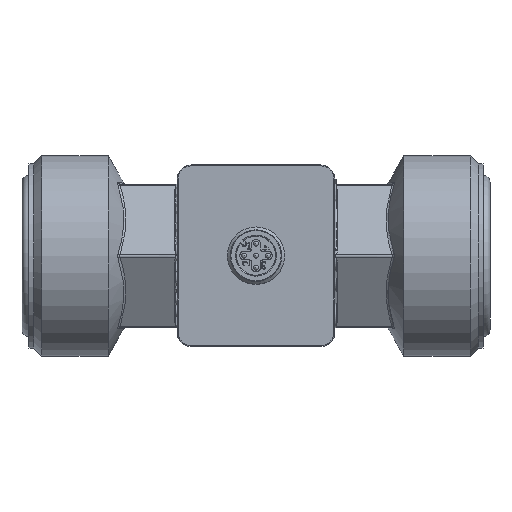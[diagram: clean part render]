
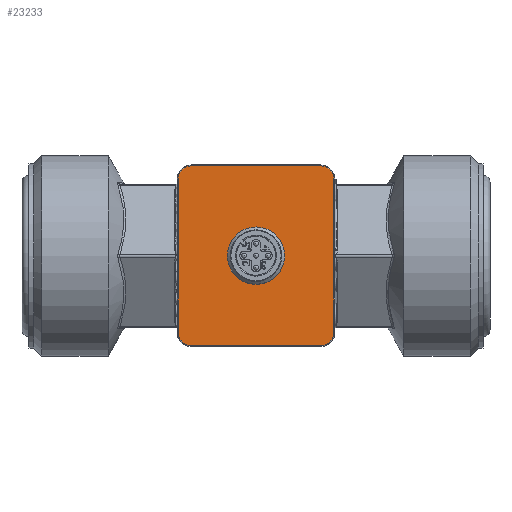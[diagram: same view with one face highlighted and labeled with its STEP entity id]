
A CAD part, top view. The second image highlights one B-rep face of the part: STEP entity #23233.
In plain terms, the highlighted planar face has unit normal (0, 0, 1).
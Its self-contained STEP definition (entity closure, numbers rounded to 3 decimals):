
#1299=FACE_BOUND('',#8487,.T.);
#2412=LINE('',#35924,#4586);
#2414=LINE('',#35941,#4588);
#2415=LINE('',#35945,#4589);
#2417=LINE('',#35960,#4591);
#4586=VECTOR('',#27714,10.);
#4588=VECTOR('',#27738,10.);
#4589=VECTOR('',#27743,10.);
#4591=VECTOR('',#27763,10.);
#6214=PLANE('',#24641);
#7098=FACE_OUTER_BOUND('',#8486,.T.);
#8486=EDGE_LOOP('',(#18390,#18391,#18392,#18393,#18394,#18395,#18396,#18397));
#8487=EDGE_LOOP('',(#18398));
#9520=CIRCLE('',#24618,2.8);
#9524=CIRCLE('',#24623,2.8);
#9528=CIRCLE('',#24630,2.8);
#9532=CIRCLE('',#24635,2.8);
#9533=CIRCLE('',#24642,6.);
#10844=VERTEX_POINT('',#35921);
#10845=VERTEX_POINT('',#35923);
#10847=VERTEX_POINT('',#35929);
#10848=VERTEX_POINT('',#35934);
#10849=VERTEX_POINT('',#35939);
#10850=VERTEX_POINT('',#35943);
#10852=VERTEX_POINT('',#35948);
#10853=VERTEX_POINT('',#35953);
#10855=VERTEX_POINT('',#35969);
#13567=EDGE_CURVE('',#10844,#10845,#2412,.T.);
#13571=EDGE_CURVE('',#10847,#10844,#9520,.T.);
#13575=EDGE_CURVE('',#10845,#10848,#9524,.T.);
#13577=EDGE_CURVE('',#10849,#10847,#2414,.T.);
#13579=EDGE_CURVE('',#10848,#10850,#2415,.T.);
#13581=EDGE_CURVE('',#10852,#10849,#9528,.T.);
#13585=EDGE_CURVE('',#10850,#10853,#9532,.T.);
#13587=EDGE_CURVE('',#10853,#10852,#2417,.T.);
#13591=EDGE_CURVE('',#10855,#10855,#9533,.T.);
#18390=ORIENTED_EDGE('',*,*,#13567,.F.);
#18391=ORIENTED_EDGE('',*,*,#13571,.F.);
#18392=ORIENTED_EDGE('',*,*,#13577,.F.);
#18393=ORIENTED_EDGE('',*,*,#13581,.F.);
#18394=ORIENTED_EDGE('',*,*,#13587,.F.);
#18395=ORIENTED_EDGE('',*,*,#13585,.F.);
#18396=ORIENTED_EDGE('',*,*,#13579,.F.);
#18397=ORIENTED_EDGE('',*,*,#13575,.F.);
#18398=ORIENTED_EDGE('',*,*,#13591,.T.);
#23233=ADVANCED_FACE('',(#7098,#1299),#6214,.F.);
#24618=AXIS2_PLACEMENT_3D('',#35931,#27722,#27723);
#24623=AXIS2_PLACEMENT_3D('',#35937,#27732,#27733);
#24630=AXIS2_PLACEMENT_3D('',#35950,#27748,#27749);
#24635=AXIS2_PLACEMENT_3D('',#35957,#27758,#27759);
#24641=AXIS2_PLACEMENT_3D('',#35968,#27775,#27776);
#24642=AXIS2_PLACEMENT_3D('',#35970,#27777,#27778);
#27714=DIRECTION('',(-1.,0.,0.));
#27722=DIRECTION('center_axis',(0.,0.,-1.));
#27723=DIRECTION('ref_axis',(0.707,-0.707,0.));
#27732=DIRECTION('center_axis',(0.,0.,-1.));
#27733=DIRECTION('ref_axis',(-0.707,-0.707,0.));
#27738=DIRECTION('',(0.,-1.,0.));
#27743=DIRECTION('',(0.,1.,0.));
#27748=DIRECTION('center_axis',(0.,0.,-1.));
#27749=DIRECTION('ref_axis',(0.707,0.707,0.));
#27758=DIRECTION('center_axis',(0.,0.,-1.));
#27759=DIRECTION('ref_axis',(-0.707,0.707,0.));
#27763=DIRECTION('',(1.,0.,0.));
#27775=DIRECTION('center_axis',(0.,0.,-1.));
#27776=DIRECTION('ref_axis',(-1.,0.,0.));
#27777=DIRECTION('center_axis',(0.,0.,-1.));
#27778=DIRECTION('ref_axis',(-1.,0.,0.));
#35921=CARTESIAN_POINT('',(13.5,-18.8,33.));
#35923=CARTESIAN_POINT('',(-13.5,-18.8,33.));
#35924=CARTESIAN_POINT('',(6.75,-18.8,33.));
#35929=CARTESIAN_POINT('',(16.3,-16.,33.));
#35931=CARTESIAN_POINT('Origin',(13.5,-16.,33.));
#35934=CARTESIAN_POINT('',(-16.3,-16.,33.));
#35937=CARTESIAN_POINT('Origin',(-13.5,-16.,33.));
#35939=CARTESIAN_POINT('',(16.3,16.,33.));
#35941=CARTESIAN_POINT('',(16.3,8.,33.));
#35943=CARTESIAN_POINT('',(-16.3,16.,33.));
#35945=CARTESIAN_POINT('',(-16.3,-8.,33.));
#35948=CARTESIAN_POINT('',(13.5,18.8,33.));
#35950=CARTESIAN_POINT('Origin',(13.5,16.,33.));
#35953=CARTESIAN_POINT('',(-13.5,18.8,33.));
#35957=CARTESIAN_POINT('Origin',(-13.5,16.,33.));
#35960=CARTESIAN_POINT('',(-6.75,18.8,33.));
#35968=CARTESIAN_POINT('Origin',(0.,0.,
33.));
#35969=CARTESIAN_POINT('',(6.,0.,33.));
#35970=CARTESIAN_POINT('Origin',(0.,0.,33.));
